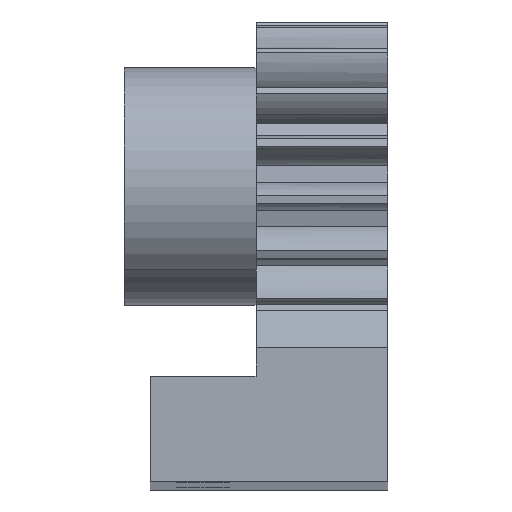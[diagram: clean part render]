
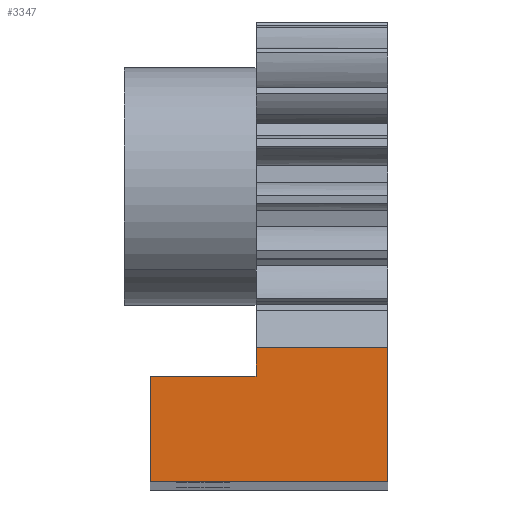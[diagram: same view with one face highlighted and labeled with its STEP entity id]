
A CAD part, top view. The second image highlights one B-rep face of the part: STEP entity #3347.
In plain terms, the highlighted free-form (B-spline) face has degree [1, 1] with [2, 2] control points.
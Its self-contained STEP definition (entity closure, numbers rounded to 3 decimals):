
#3347 = ADVANCED_FACE('',(#3348),#3392,.T.);
#3348 = FACE_BOUND('',#3349,.T.);
#3349 = EDGE_LOOP('',(#3350,#3359,#3366,#3373,#3380,#3387));
#3350 = ORIENTED_EDGE('',*,*,#3351,.T.);
#3351 = EDGE_CURVE('',#3352,#3354,#3356,.T.);
#3352 = VERTEX_POINT('',#3353);
#3353 = CARTESIAN_POINT('',(0.,-10.688,
    120.691));
#3354 = VERTEX_POINT('',#3355);
#3355 = CARTESIAN_POINT('',(-8.542,-10.688,
    120.691));
#3356 = B_SPLINE_CURVE_WITH_KNOTS('',1,(#3357,#3358),.UNSPECIFIED.,.F.,
  .F.,(2,2),(-18.,-8.),.PIECEWISE_BEZIER_KNOTS.);
#3357 = CARTESIAN_POINT('',(0.,-10.688,
    120.691));
#3358 = CARTESIAN_POINT('',(-8.542,-10.688,
    120.691));
#3359 = ORIENTED_EDGE('',*,*,#3360,.T.);
#3360 = EDGE_CURVE('',#3354,#3361,#3363,.T.);
#3361 = VERTEX_POINT('',#3362);
#3362 = CARTESIAN_POINT('',(-8.542,-12.556,
    120.691));
#3363 = B_SPLINE_CURVE_WITH_KNOTS('',1,(#3364,#3365),.UNSPECIFIED.,.F.,
  .F.,(2,2),(7.813,10.),.PIECEWISE_BEZIER_KNOTS.);
#3364 = CARTESIAN_POINT('',(-8.542,-10.688,
    120.691));
#3365 = CARTESIAN_POINT('',(-8.542,-12.556,
    120.691));
#3366 = ORIENTED_EDGE('',*,*,#3367,.F.);
#3367 = EDGE_CURVE('',#3368,#3361,#3370,.T.);
#3368 = VERTEX_POINT('',#3369);
#3369 = CARTESIAN_POINT('',(-15.375,-12.556,
    120.691));
#3370 = B_SPLINE_CURVE_WITH_KNOTS('',1,(#3371,#3372),.UNSPECIFIED.,.F.,
  .F.,(2,2),(0.,8.),.PIECEWISE_BEZIER_KNOTS.);
#3371 = CARTESIAN_POINT('',(-15.375,-12.556,
    120.691));
#3372 = CARTESIAN_POINT('',(-8.542,-12.556,
    120.691));
#3373 = ORIENTED_EDGE('',*,*,#3374,.F.);
#3374 = EDGE_CURVE('',#3375,#3368,#3377,.T.);
#3375 = VERTEX_POINT('',#3376);
#3376 = CARTESIAN_POINT('',(-15.375,-19.389,
    120.691));
#3377 = B_SPLINE_CURVE_WITH_KNOTS('',1,(#3378,#3379),.UNSPECIFIED.,.F.,
  .F.,(2,2),(-13.,-5.),.PIECEWISE_BEZIER_KNOTS.);
#3378 = CARTESIAN_POINT('',(-15.375,-19.389,
    120.691));
#3379 = CARTESIAN_POINT('',(-15.375,-12.556,
    120.691));
#3380 = ORIENTED_EDGE('',*,*,#3381,.F.);
#3381 = EDGE_CURVE('',#3382,#3375,#3384,.T.);
#3382 = VERTEX_POINT('',#3383);
#3383 = CARTESIAN_POINT('',(0.,-19.389,
    120.691));
#3384 = B_SPLINE_CURVE_WITH_KNOTS('',1,(#3385,#3386),.UNSPECIFIED.,.F.,
  .F.,(2,2),(0.,18.),.PIECEWISE_BEZIER_KNOTS.);
#3385 = CARTESIAN_POINT('',(0.,-19.389,
    120.691));
#3386 = CARTESIAN_POINT('',(-15.375,-19.389,
    120.691));
#3387 = ORIENTED_EDGE('',*,*,#3388,.T.);
#3388 = EDGE_CURVE('',#3382,#3352,#3389,.T.);
#3389 = B_SPLINE_CURVE_WITH_KNOTS('',1,(#3390,#3391),.UNSPECIFIED.,.F.,
  .F.,(2,2),(1.25,11.438),.PIECEWISE_BEZIER_KNOTS.);
#3390 = CARTESIAN_POINT('',(0.,-19.389,
    120.691));
#3391 = CARTESIAN_POINT('',(0.,-10.688,
    120.691));
#3392 = B_SPLINE_SURFACE_WITH_KNOTS('',1,1,(
    (#3393,#3394)
    ,(#3395,#3396
    )),.UNSPECIFIED.,.F.,.F.,.F.,(2,2),(2,2),(0.,18.),(1.25,11.438),
  .PIECEWISE_BEZIER_KNOTS.);
#3393 = CARTESIAN_POINT('',(-15.375,-19.389,
    120.691));
#3394 = CARTESIAN_POINT('',(-15.375,-10.688,
    120.691));
#3395 = CARTESIAN_POINT('',(0.,-19.389,
    120.691));
#3396 = CARTESIAN_POINT('',(0.,-10.688,
    120.691));
